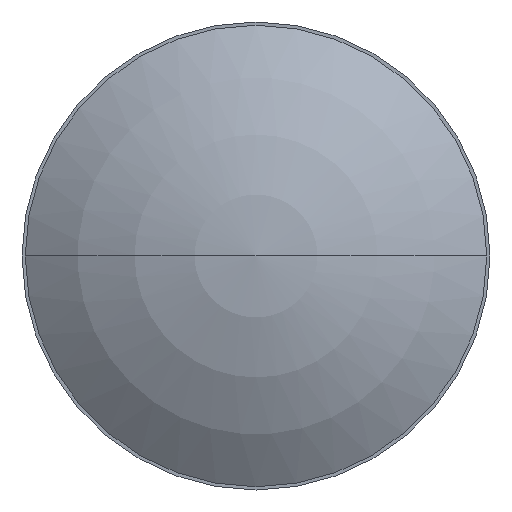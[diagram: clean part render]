
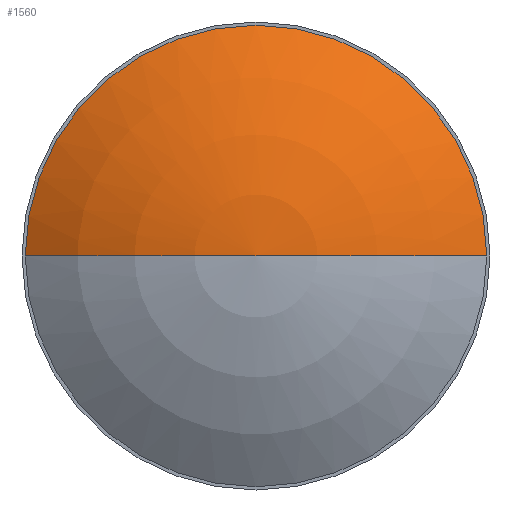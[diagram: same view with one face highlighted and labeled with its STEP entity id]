
A CAD part, front view. The second image highlights one B-rep face of the part: STEP entity #1560.
In plain terms, the highlighted spherical face has radius 11.802 mm.
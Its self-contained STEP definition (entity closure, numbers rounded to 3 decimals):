
#1140=CARTESIAN_POINT('',(-247.833,201.526,
12.894));
#1150=VERTEX_POINT('',#1140);
#1180=CARTESIAN_POINT('',(-254.833,201.526,
12.894));
#1190=DIRECTION('',(0.,1.,0.));
#1200=DIRECTION('',(1.,0.,0.));
#1210=AXIS2_PLACEMENT_3D('',#1180,#1190,#1200);
#1220=CIRCLE('',#1210,7.);
#1230=CARTESIAN_POINT('',(-261.833,201.526,
12.894));
#1240=VERTEX_POINT('',#1230);
#1250=EDGE_CURVE('',#1240,#1150,#1220,.T.);
#1370=CARTESIAN_POINT('',(-254.833,211.028,
12.894));
#1380=DIRECTION('',(0.,-1.,0.));
#1390=DIRECTION('',(-1.,0.,0.));
#1400=AXIS2_PLACEMENT_3D('',#1370,#1380,#1390);
#1410=SPHERICAL_SURFACE('',#1400,11.802);
#1420=CARTESIAN_POINT('',(-254.833,211.028,
12.894));
#1430=DIRECTION('',(0.,0.,-1.));
#1440=DIRECTION('',(1.,-0.,0.));
#1450=AXIS2_PLACEMENT_3D('',#1420,#1430,#1440);
#1460=CIRCLE('',#1450,11.802);
#1470=CARTESIAN_POINT('',(-254.833,199.226,
12.894));
#1480=VERTEX_POINT('',#1470);
#1490=EDGE_CURVE('',#1480,#1240,#1460,.T.);
#1500=ORIENTED_EDGE('',*,*,#1490,.F.);
#1510=ORIENTED_EDGE('',*,*,#1250,.F.);
#1520=EDGE_CURVE('',#1150,#1480,#1460,.T.);
#1530=ORIENTED_EDGE('',*,*,#1520,.F.);
#1540=EDGE_LOOP('',(#1530,#1510,#1500));
#1550=FACE_OUTER_BOUND('',#1540,.T.);
#1560=ADVANCED_FACE('',(#1550),#1410,.T.);
